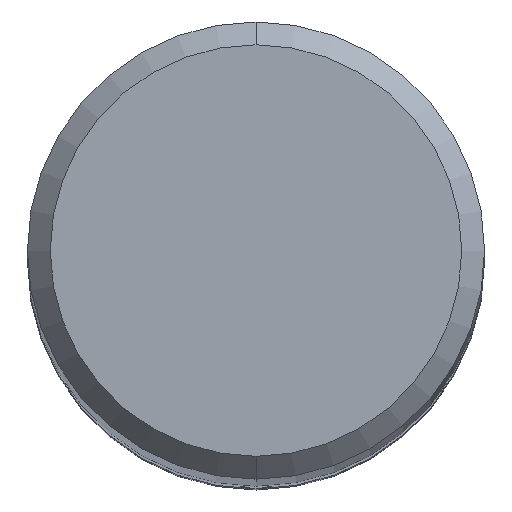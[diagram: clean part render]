
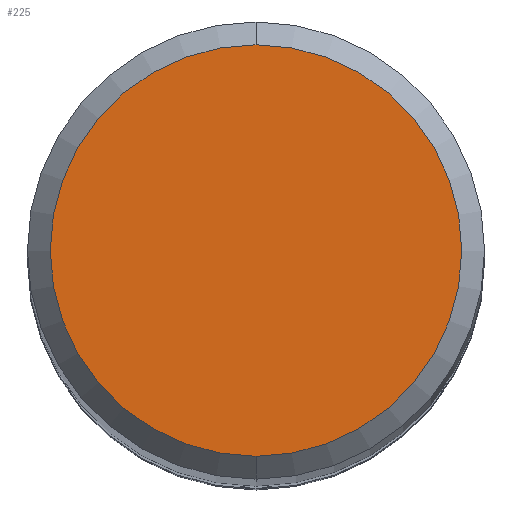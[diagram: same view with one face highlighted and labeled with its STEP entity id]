
A CAD part, top view. The second image highlights one B-rep face of the part: STEP entity #225.
In plain terms, the highlighted planar face has unit normal (0, 0, 1).
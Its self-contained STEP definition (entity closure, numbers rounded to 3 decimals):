
#223=EDGE_CURVE('',#267,#309,#561,.T.);
#225=ADVANCED_FACE('',(#563),#564,.T.);
#267=VERTEX_POINT('',#615);
#309=VERTEX_POINT('',#658);
#481=EDGE_CURVE('',#309,#267,#846,.T.);
#561=CIRCLE('',#925,3.6);
#563=FACE_OUTER_BOUND('',#927,.T.);
#564=PLANE('',#928);
#615=CARTESIAN_POINT('',(0.,-3.6,0.0));
#658=CARTESIAN_POINT('',(0.0,3.6,0.0));
#846=CIRCLE('',#1514,3.6);
#925=AXIS2_PLACEMENT_3D('',#1625,#1626,#1627);
#927=EDGE_LOOP('',(#1629,#1630));
#928=AXIS2_PLACEMENT_3D('',#1631,#1632,#1633);
#1514=AXIS2_PLACEMENT_3D('',#1928,#1929,#1930);
#1625=CARTESIAN_POINT('',(0.0,0.0,0.0));
#1626=DIRECTION('',(0.0,0.0,-1.0));
#1627=DIRECTION('',(0.0,1.0,0.0));
#1629=ORIENTED_EDGE('',*,*,#481,.F.);
#1630=ORIENTED_EDGE('',*,*,#223,.F.);
#1631=CARTESIAN_POINT('',(0.0,1.8,0.0));
#1632=DIRECTION('',(-0.0,0.0,1.0));
#1633=DIRECTION('',(0.0,-1.0,0.0));
#1928=CARTESIAN_POINT('',(0.0,0.0,0.0));
#1929=DIRECTION('',(0.0,0.0,-1.0));
#1930=DIRECTION('',(0.0,1.0,0.0));
